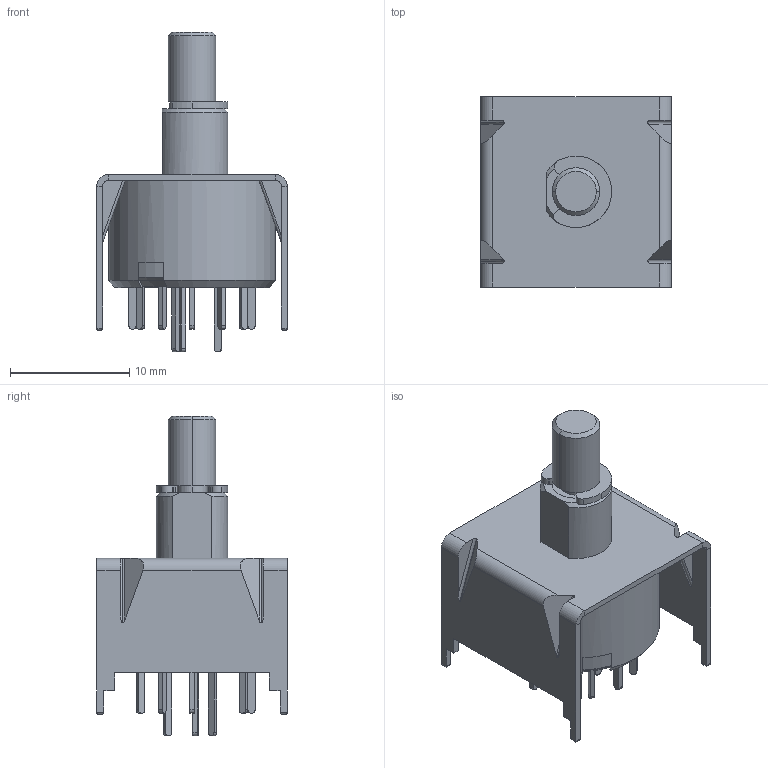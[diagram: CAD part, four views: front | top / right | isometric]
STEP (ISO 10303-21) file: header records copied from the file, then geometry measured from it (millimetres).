
FILE_DESCRIPTION (( 'STEP AP203' ), '1' );
FILE_NAME ('3ﾏ3ﾍ 12 IP40-0.STEP', '2020-09-03T06:21:52', ( '' ), ( '' ), 'SwSTEP 2.0', 'SolidWorks 2017', '' );
FILE_SCHEMA (( 'CONFIG_CONTROL_DESIGN' ));
Length unit declared in the file: millimetre
Products named in the file (24): ÌÏÍ3 Ïðóæèíêà Ô ïðÿìàÿ; ÌÏÍ3 10Ï îñíîâàíèå; ÌÏÍ3 Êîíòàêò íà 180; ÌÏÍ3 10Ï âûâîä-oa7; 3ﾏ3ﾍ 12 IP40-0; �����_3�3�; 扻豵鵨; ﾔﾈﾌﾄ.745328.001 ﾊ煇鳫; 匀棠.754175.002 暑朦鲱 箫腩蝽栩咫铄; ﾔﾈﾌﾄ-ﾝ.18.34 ﾂ琿_12; 櫻蠉錪2; ÔÈÌÄ-Ý.18.27 Óçåë ôèêñàöèè; ÌÏÍ3 ðîòîð 4Í; 扻錪犩 諘瀁謺鍷
Assembly tree (22 placements, depth 3):
  ÌÏÍ3 Ïðóæèíêà Ô ïðÿìàÿ
  3ﾏ3ﾍ 12 IP40-0
    ÔÈÌÄ-Ý.18.27 Óçåë ôèêñàöèè
      扻豵鵨
      扻錪犩 諘瀁謺鍷
      匀棠.754175.002 暑朦鲱 箫腩蝽栩咫铄  x2
    �����_3�3�
      ÌÏÍ3 Êîíòàêò íà 180
      ÌÏÍ3 10Ï âûâîä-oa7
      ÌÏÍ3 10Ï îñíîâàíèå
      ÌÏÍ3 Êîíòàêò íà 180
      ÌÏÍ3 Êîíòàêò íà 180
      櫻蠉錪2
      ÌÏÍ3 10Ï âûâîä-oa7
      ÌÏÍ3 10Ï âûâîä-oa7
      ÌÏÍ3 10Ï âûâîä-oa7
      ÌÏÍ3 10Ï âûâîä-oa7
      ÌÏÍ3 10Ï âûâîä-oa7
      ÌÏÍ3 10Ï âûâîä-oa7
      ÌÏÍ3 10Ï âûâîä-oa7
      ÌÏÍ3 10Ï âûâîä-oa7
    ﾔﾈﾌﾄ-ﾝ.18.34 ﾂ琿_12
    ﾔﾈﾌﾄ.745328.001 ﾊ煇鳫
  ÌÏÍ3 ðîòîð 4Í
Bounding box: 16 x 16 x 26.85 mm (x, y, z)
Volume: 1276.3 mm3; surface area: 3695.7 mm2
Topology: 20 solids, 20 shells, 411 faces, 997 edges, 646 vertices
Faces by surface type: plane 230, cylinder 128, bspline 34, cone 19
Entity records: 14832 total; most frequent: CARTESIAN_POINT 2901, ORIENTED_EDGE 1978, DIRECTION 1904, EDGE_CURVE 989, VECTOR 646, LINE 646, VERTEX_POINT 642, AXIS2_PLACEMENT_3D 629
